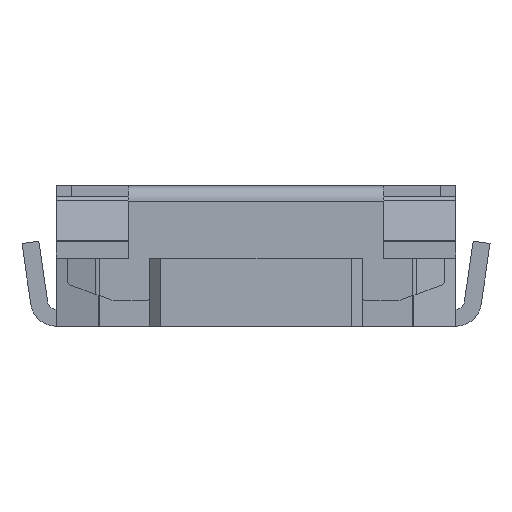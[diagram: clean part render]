
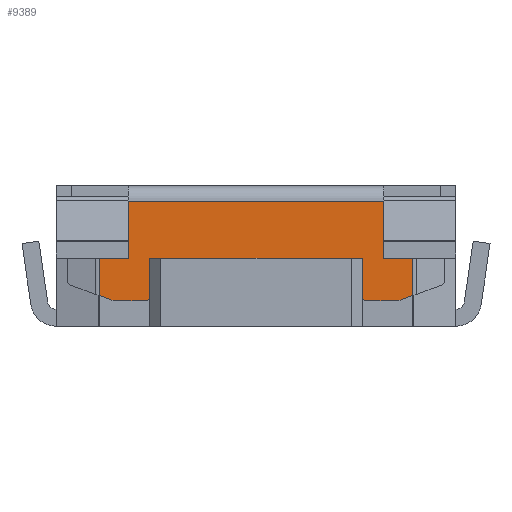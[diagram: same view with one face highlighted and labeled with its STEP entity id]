
A CAD part, left-side view. The second image highlights one B-rep face of the part: STEP entity #9389.
In plain terms, the highlighted planar face has unit normal (-1, 0, 0).
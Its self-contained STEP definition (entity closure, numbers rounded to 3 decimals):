
#31 = VECTOR ( 'NONE', #3857, 1000. ) ;
#41 = VERTEX_POINT ( 'NONE', #287 ) ;
#93 = EDGE_CURVE ( 'NONE', #5469, #41, #9180, .T. ) ;
#252 = DIRECTION ( 'NONE',  ( 1., 0., 0. ) ) ;
#287 = CARTESIAN_POINT ( 'NONE',  ( -1.75, 1.68, 0.303 ) ) ;
#296 = EDGE_CURVE ( 'NONE', #5469, #6345, #5901, .T. ) ;
#499 = ORIENTED_EDGE ( 'NONE', *, *, #3578, .T. ) ;
#590 = CARTESIAN_POINT ( 'NONE',  ( -1.75, 2.35, 0.3 ) ) ;
#594 = VERTEX_POINT ( 'NONE', #1850 ) ;
#610 = CARTESIAN_POINT ( 'NONE',  ( -1.75, 1.5, 1.47 ) ) ;
#643 = CARTESIAN_POINT ( 'NONE',  ( -1.75, 1.25, 0.8 ) ) ;
#650 = EDGE_CURVE ( 'NONE', #4203, #5464, #9901, .T. ) ;
#693 = PLANE ( 'NONE',  #4909 ) ;
#743 = AXIS2_PLACEMENT_3D ( 'NONE', #11306, #12262, #6440 ) ;
#757 = DIRECTION ( 'NONE',  ( 0., 0., 1. ) ) ;
#784 = VECTOR ( 'NONE', #4099, 1000. ) ;
#849 = VECTOR ( 'NONE', #3630, 1000. ) ;
#924 = CARTESIAN_POINT ( 'NONE',  ( -1.75, -1.5, 0.3 ) ) ;
#977 = CARTESIAN_POINT ( 'NONE',  ( -1.75, 1.843, 0.8 ) ) ;
#1002 = VECTOR ( 'NONE', #11709, 1000. ) ;
#1297 = VERTEX_POINT ( 'NONE', #7169 ) ;
#1411 = VERTEX_POINT ( 'NONE', #7884 ) ;
#1474 = AXIS2_PLACEMENT_3D ( 'NONE', #2109, #10606, #5842 ) ;
#1489 = DIRECTION ( 'NONE',  ( 0., -1., 0. ) ) ;
#1501 = DIRECTION ( 'NONE',  ( 0., 0.937, -0.349 ) ) ;
#1558 = ORIENTED_EDGE ( 'NONE', *, *, #93, .F. ) ;
#1609 = VERTEX_POINT ( 'NONE', #3186 ) ;
#1623 = CIRCLE ( 'NONE', #743, 0.05 ) ;
#1665 = VECTOR ( 'NONE', #9754, 1000. ) ;
#1763 = VECTOR ( 'NONE', #757, 1000. ) ;
#1767 = CARTESIAN_POINT ( 'NONE',  ( -1.75, 1.843, 0.3 ) ) ;
#1832 = DIRECTION ( 'NONE',  ( 0., 0., -1. ) ) ;
#1850 = CARTESIAN_POINT ( 'NONE',  ( -1.75, -1.25, 0.8 ) ) ;
#2018 = CARTESIAN_POINT ( 'NONE',  ( -1.75, -1.25, 0.8 ) ) ;
#2109 = CARTESIAN_POINT ( 'NONE',  ( -1.75, 1.663, 0.35 ) ) ;
#2201 = CIRCLE ( 'NONE', #8338, 0.05 ) ;
#2332 = LINE ( 'NONE', #4364, #12148 ) ;
#2335 = VECTOR ( 'NONE', #10789, 1000. ) ;
#2567 = CARTESIAN_POINT ( 'NONE',  ( -1.75, 2.35, 0.3 ) ) ;
#2650 = VECTOR ( 'NONE', #1489, 1000. ) ;
#2859 = LINE ( 'NONE', #2018, #31 ) ;
#3051 = VERTEX_POINT ( 'NONE', #8232 ) ;
#3080 = CIRCLE ( 'NONE', #10161, 0.05 ) ;
#3186 = CARTESIAN_POINT ( 'NONE',  ( -1.75, -1.5, 1.47 ) ) ;
#3201 = CARTESIAN_POINT ( 'NONE',  ( -1.75, -1.25, 0.35 ) ) ;
#3470 = LINE ( 'NONE', #924, #7338 ) ;
#3560 = DIRECTION ( 'NONE',  ( 1., 0., 0. ) ) ;
#3578 = EDGE_CURVE ( 'NONE', #5464, #594, #11878, .T. ) ;
#3593 = CARTESIAN_POINT ( 'NONE',  ( -1.75, -1.843, 0.8 ) ) ;
#3630 = DIRECTION ( 'NONE',  ( 0., -1., 0. ) ) ;
#3754 = ORIENTED_EDGE ( 'NONE', *, *, #7955, .F. ) ;
#3772 = DIRECTION ( 'NONE',  ( 0., 0., -1. ) ) ;
#3857 = DIRECTION ( 'NONE',  ( 0., 0., -1. ) ) ;
#3927 = EDGE_CURVE ( 'NONE', #6656, #9721, #9633, .T. ) ;
#4099 = DIRECTION ( 'NONE',  ( 0., 0., 1. ) ) ;
#4102 = EDGE_LOOP ( 'NONE', ( #3754, #4755, #8293, #8969, #4799, #4388, #5265, #8648, #6117, #8795, #1558, #6606, #9914, #9154, #499, #9300, #4404, #8310 ) ) ;
#4168 = CARTESIAN_POINT ( 'NONE',  ( -1.75, 1.5, 0.8 ) ) ;
#4203 = VERTEX_POINT ( 'NONE', #11782 ) ;
#4204 = LINE ( 'NONE', #7809, #1665 ) ;
#4318 = LINE ( 'NONE', #977, #8629 ) ;
#4364 = CARTESIAN_POINT ( 'NONE',  ( -1.75, -2.209, 0.5 ) ) ;
#4388 = ORIENTED_EDGE ( 'NONE', *, *, #5181, .F. ) ;
#4404 = ORIENTED_EDGE ( 'NONE', *, *, #8525, .F. ) ;
#4442 = CARTESIAN_POINT ( 'NONE',  ( -1.75, -1.3, 0.35 ) ) ;
#4755 = ORIENTED_EDGE ( 'NONE', *, *, #9173, .F. ) ;
#4799 = ORIENTED_EDGE ( 'NONE', *, *, #10717, .F. ) ;
#4909 = AXIS2_PLACEMENT_3D ( 'NONE', #2567, #11141, #3772 ) ;
#5022 = LINE ( 'NONE', #9044, #2650 ) ;
#5181 = EDGE_CURVE ( 'NONE', #9354, #1609, #4204, .T. ) ;
#5265 = ORIENTED_EDGE ( 'NONE', *, *, #10794, .F. ) ;
#5464 = VERTEX_POINT ( 'NONE', #643 ) ;
#5469 = VERTEX_POINT ( 'NONE', #7345 ) ;
#5832 = LINE ( 'NONE', #7784, #784 ) ;
#5842 = DIRECTION ( 'NONE',  ( 0., 0., 1. ) ) ;
#5901 = LINE ( 'NONE', #590, #849 ) ;
#6117 = ORIENTED_EDGE ( 'NONE', *, *, #3927, .F. ) ;
#6345 = VERTEX_POINT ( 'NONE', #10668 ) ;
#6440 = DIRECTION ( 'NONE',  ( 0., 0., 1. ) ) ;
#6606 = ORIENTED_EDGE ( 'NONE', *, *, #296, .T. ) ;
#6656 = VERTEX_POINT ( 'NONE', #9265 ) ;
#6784 = VECTOR ( 'NONE', #11330, 1000. ) ;
#6832 = VERTEX_POINT ( 'NONE', #8230 ) ;
#6951 = CARTESIAN_POINT ( 'NONE',  ( -1.75, -1.5, 0.8 ) ) ;
#7039 = CARTESIAN_POINT ( 'NONE',  ( -1.75, 1.25, 0.8 ) ) ;
#7098 = CARTESIAN_POINT ( 'NONE',  ( -1.75, -1.663, 0.3 ) ) ;
#7169 = CARTESIAN_POINT ( 'NONE',  ( -1.75, -1.843, 0.8 ) ) ;
#7338 = VECTOR ( 'NONE', #8582, 1000. ) ;
#7345 = CARTESIAN_POINT ( 'NONE',  ( -1.75, 1.663, 0.3 ) ) ;
#7632 = VERTEX_POINT ( 'NONE', #6951 ) ;
#7669 = DIRECTION ( 'NONE',  ( 0., 0.937, 0.349 ) ) ;
#7784 = CARTESIAN_POINT ( 'NONE',  ( -1.75, 1.5, 0.3 ) ) ;
#7809 = CARTESIAN_POINT ( 'NONE',  ( -1.75, 2.35, 1.47 ) ) ;
#7884 = CARTESIAN_POINT ( 'NONE',  ( -1.75, -1.843, 0.364 ) ) ;
#7955 = EDGE_CURVE ( 'NONE', #6832, #11644, #1623, .T. ) ;
#7990 = VECTOR ( 'NONE', #1832, 1000. ) ;
#8230 = CARTESIAN_POINT ( 'NONE',  ( -1.75, -1.68, 0.303 ) ) ;
#8232 = CARTESIAN_POINT ( 'NONE',  ( -1.75, -1.3, 0.3 ) ) ;
#8293 = ORIENTED_EDGE ( 'NONE', *, *, #8769, .F. ) ;
#8310 = ORIENTED_EDGE ( 'NONE', *, *, #8460, .T. ) ;
#8338 = AXIS2_PLACEMENT_3D ( 'NONE', #4442, #3560, #11998 ) ;
#8460 = EDGE_CURVE ( 'NONE', #3051, #11644, #5022, .T. ) ;
#8525 = EDGE_CURVE ( 'NONE', #3051, #11545, #2201, .T. ) ;
#8582 = DIRECTION ( 'NONE',  ( 0., 0., -1. ) ) ;
#8629 = VECTOR ( 'NONE', #12219, 1000. ) ;
#8648 = ORIENTED_EDGE ( 'NONE', *, *, #11970, .T. ) ;
#8714 = CARTESIAN_POINT ( 'NONE',  ( -1.75, 1.672, 0.3 ) ) ;
#8769 = EDGE_CURVE ( 'NONE', #1297, #1411, #10673, .T. ) ;
#8795 = ORIENTED_EDGE ( 'NONE', *, *, #9564, .F. ) ;
#8861 = FACE_OUTER_BOUND ( 'NONE', #4102, .T. ) ;
#8969 = ORIENTED_EDGE ( 'NONE', *, *, #9699, .T. ) ;
#9012 = VECTOR ( 'NONE', #7669, 1000. ) ;
#9044 = CARTESIAN_POINT ( 'NONE',  ( -1.75, 2.35, 0.3 ) ) ;
#9087 = EDGE_CURVE ( 'NONE', #4203, #6345, #3080, .T. ) ;
#9154 = ORIENTED_EDGE ( 'NONE', *, *, #650, .T. ) ;
#9173 = EDGE_CURVE ( 'NONE', #1411, #6832, #2332, .T. ) ;
#9180 = CIRCLE ( 'NONE', #1474, 0.05 ) ;
#9265 = CARTESIAN_POINT ( 'NONE',  ( -1.75, 1.843, 0.364 ) ) ;
#9300 = ORIENTED_EDGE ( 'NONE', *, *, #12034, .T. ) ;
#9354 = VERTEX_POINT ( 'NONE', #610 ) ;
#9389 = ADVANCED_FACE ( 'NONE', ( #8861 ), #693, .F. ) ;
#9460 = CARTESIAN_POINT ( 'NONE',  ( -1.75, -1.843, 0.3 ) ) ;
#9564 = EDGE_CURVE ( 'NONE', #41, #6656, #10674, .T. ) ;
#9633 = LINE ( 'NONE', #1767, #1763 ) ;
#9699 = EDGE_CURVE ( 'NONE', #1297, #7632, #10209, .T. ) ;
#9721 = VERTEX_POINT ( 'NONE', #11578 ) ;
#9754 = DIRECTION ( 'NONE',  ( 0., -1., 0. ) ) ;
#9800 = DIRECTION ( 'NONE',  ( 0., 0., -1. ) ) ;
#9901 = LINE ( 'NONE', #12330, #6784 ) ;
#9914 = ORIENTED_EDGE ( 'NONE', *, *, #9087, .F. ) ;
#10161 = AXIS2_PLACEMENT_3D ( 'NONE', #11691, #252, #9800 ) ;
#10209 = LINE ( 'NONE', #3593, #2335 ) ;
#10606 = DIRECTION ( 'NONE',  ( 1., 0., 0. ) ) ;
#10668 = CARTESIAN_POINT ( 'NONE',  ( -1.75, 1.3, 0.3 ) ) ;
#10673 = LINE ( 'NONE', #9460, #7990 ) ;
#10674 = LINE ( 'NONE', #8714, #9012 ) ;
#10717 = EDGE_CURVE ( 'NONE', #1609, #7632, #3470, .T. ) ;
#10789 = DIRECTION ( 'NONE',  ( 0., 1., 0. ) ) ;
#10794 = EDGE_CURVE ( 'NONE', #11510, #9354, #5832, .T. ) ;
#11141 = DIRECTION ( 'NONE',  ( 1., 0., 0. ) ) ;
#11306 = CARTESIAN_POINT ( 'NONE',  ( -1.75, -1.663, 0.35 ) ) ;
#11330 = DIRECTION ( 'NONE',  ( 0., 0., 1. ) ) ;
#11510 = VERTEX_POINT ( 'NONE', #4168 ) ;
#11545 = VERTEX_POINT ( 'NONE', #3201 ) ;
#11578 = CARTESIAN_POINT ( 'NONE',  ( -1.75, 1.843, 0.8 ) ) ;
#11644 = VERTEX_POINT ( 'NONE', #7098 ) ;
#11691 = CARTESIAN_POINT ( 'NONE',  ( -1.75, 1.3, 0.35 ) ) ;
#11709 = DIRECTION ( 'NONE',  ( 0., -1., 0. ) ) ;
#11782 = CARTESIAN_POINT ( 'NONE',  ( -1.75, 1.25, 0.35 ) ) ;
#11878 = LINE ( 'NONE', #7039, #1002 ) ;
#11970 = EDGE_CURVE ( 'NONE', #11510, #9721, #4318, .T. ) ;
#11998 = DIRECTION ( 'NONE',  ( 0., 0., -1. ) ) ;
#12034 = EDGE_CURVE ( 'NONE', #594, #11545, #2859, .T. ) ;
#12148 = VECTOR ( 'NONE', #1501, 1000. ) ;
#12219 = DIRECTION ( 'NONE',  ( 0., 1., 0. ) ) ;
#12262 = DIRECTION ( 'NONE',  ( 1., 0., 0. ) ) ;
#12330 = CARTESIAN_POINT ( 'NONE',  ( -1.75, 1.25, 0.3 ) ) ;
